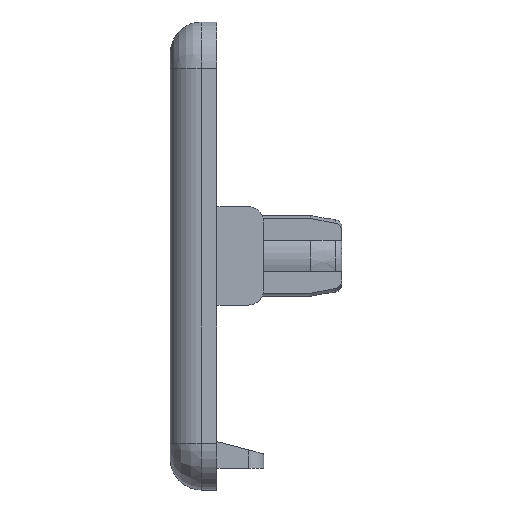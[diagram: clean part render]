
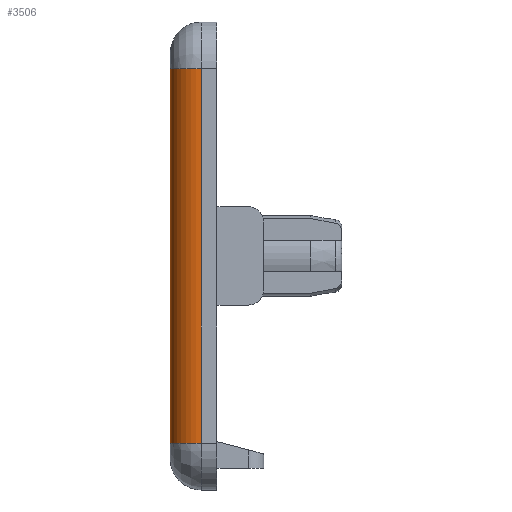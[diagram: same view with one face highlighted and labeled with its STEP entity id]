
A CAD part, left-side view. The second image highlights one B-rep face of the part: STEP entity #3506.
In plain terms, the highlighted cylindrical face has radius 2 mm (diameter 4 mm), a partial arc.
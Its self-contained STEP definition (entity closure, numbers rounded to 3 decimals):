
#2858 = PLANE('',#2859);
#2859 = AXIS2_PLACEMENT_3D('',#2860,#2861,#2862);
#2860 = CARTESIAN_POINT('',(-15.,-3.,-12.));
#2861 = DIRECTION('',(-1.,0.,0.));
#2862 = DIRECTION('',(0.,0.,1.));
#2948 = VERTEX_POINT('',#2949);
#2949 = CARTESIAN_POINT('',(-15.,-2.,-12.));
#2987 = SURFACE_OF_REVOLUTION('',#2988,#3001);
#2988 = B_SPLINE_CURVE_WITH_KNOTS('',6,(#2989,#2990,#2991,#2992,#2993,
    #2994,#2995,#2996,#2997,#2998,#2999,#3000),.UNSPECIFIED.,.F.,.F.,(7,
    5,7),(0.,0.785,1.571),.UNSPECIFIED.);
#2989 = CARTESIAN_POINT('',(-12.,-2.,-9.));
#2990 = CARTESIAN_POINT('',(-12.,-1.738,-9.));
#2991 = CARTESIAN_POINT('',(-12.,-1.476,-9.041));
#2992 = CARTESIAN_POINT('',(-12.,-1.223,-9.123));
#2993 = CARTESIAN_POINT('',(-12.,-0.985,-9.245));
#2994 = CARTESIAN_POINT('',(-12.,-0.771,-9.401));
#2995 = CARTESIAN_POINT('',(-12.,-0.401,-9.771));
#2996 = CARTESIAN_POINT('',(-12.,-0.245,-9.985));
#2997 = CARTESIAN_POINT('',(-12.,-0.123,-10.223));
#2998 = CARTESIAN_POINT('',(-12.,-0.041,-10.476));
#2999 = CARTESIAN_POINT('',(-12.,0.,-10.738));
#3000 = CARTESIAN_POINT('',(-12.,0.,-11.));
#3001 = AXIS1_PLACEMENT('',#3002,#3003);
#3002 = CARTESIAN_POINT('',(-12.,-2.,-12.));
#3003 = DIRECTION('',(0.,1.,0.));
#3037 = VERTEX_POINT('',#3038);
#3038 = CARTESIAN_POINT('',(-15.,-2.,12.));
#3059 = EDGE_CURVE('',#2948,#3037,#3060,.T.);
#3060 = SURFACE_CURVE('',#3061,(#3065,#3072),.PCURVE_S1.);
#3061 = LINE('',#3062,#3063);
#3062 = CARTESIAN_POINT('',(-15.,-2.,-12.));
#3063 = VECTOR('',#3064,1.);
#3064 = DIRECTION('',(0.,0.,1.));
#3065 = PCURVE('',#2858,#3066);
#3066 = DEFINITIONAL_REPRESENTATION('',(#3067),#3071);
#3067 = LINE('',#3068,#3069);
#3068 = CARTESIAN_POINT('',(0.,1.));
#3069 = VECTOR('',#3070,1.);
#3070 = DIRECTION('',(1.,0.));
#3071 = ( GEOMETRIC_REPRESENTATION_CONTEXT(2) 
PARAMETRIC_REPRESENTATION_CONTEXT() REPRESENTATION_CONTEXT('2D SPACE',''
  ) );
#3072 = PCURVE('',#3073,#3078);
#3073 = CYLINDRICAL_SURFACE('',#3074,2.);
#3074 = AXIS2_PLACEMENT_3D('',#3075,#3076,#3077);
#3075 = CARTESIAN_POINT('',(-13.,-2.,-12.));
#3076 = DIRECTION('',(0.,0.,1.));
#3077 = DIRECTION('',(1.,0.,-0.));
#3078 = DEFINITIONAL_REPRESENTATION('',(#3079),#3083);
#3079 = LINE('',#3080,#3081);
#3080 = CARTESIAN_POINT('',(3.142,0.));
#3081 = VECTOR('',#3082,1.);
#3082 = DIRECTION('',(0.,1.));
#3083 = ( GEOMETRIC_REPRESENTATION_CONTEXT(2) 
PARAMETRIC_REPRESENTATION_CONTEXT() REPRESENTATION_CONTEXT('2D SPACE',''
  ) );
#3128 = SURFACE_OF_REVOLUTION('',#3129,#3142);
#3129 = B_SPLINE_CURVE_WITH_KNOTS('',6,(#3130,#3131,#3132,#3133,#3134,
    #3135,#3136,#3137,#3138,#3139,#3140,#3141),.UNSPECIFIED.,.F.,.F.,(7,
    5,7),(0.,0.785,1.571),.UNSPECIFIED.);
#3130 = CARTESIAN_POINT('',(-12.,-2.,15.));
#3131 = CARTESIAN_POINT('',(-12.,-1.738,15.));
#3132 = CARTESIAN_POINT('',(-12.,-1.476,14.959));
#3133 = CARTESIAN_POINT('',(-12.,-1.223,14.877));
#3134 = CARTESIAN_POINT('',(-12.,-0.985,14.755));
#3135 = CARTESIAN_POINT('',(-12.,-0.771,14.599));
#3136 = CARTESIAN_POINT('',(-12.,-0.401,14.229));
#3137 = CARTESIAN_POINT('',(-12.,-0.245,14.015));
#3138 = CARTESIAN_POINT('',(-12.,-0.123,13.777));
#3139 = CARTESIAN_POINT('',(-12.,-0.041,13.524));
#3140 = CARTESIAN_POINT('',(-12.,0.,13.262));
#3141 = CARTESIAN_POINT('',(-12.,0.,13.));
#3142 = AXIS1_PLACEMENT('',#3143,#3144);
#3143 = CARTESIAN_POINT('',(-12.,-2.,12.));
#3144 = DIRECTION('',(0.,1.,0.));
#3312 = VERTEX_POINT('',#3313);
#3313 = CARTESIAN_POINT('',(-13.,0.,12.));
#3323 = PLANE('',#3324);
#3324 = AXIS2_PLACEMENT_3D('',#3325,#3326,#3327);
#3325 = CARTESIAN_POINT('',(-12.,0.,-12.));
#3326 = DIRECTION('',(0.,1.,0.));
#3327 = DIRECTION('',(0.,-0.,1.));
#3414 = VERTEX_POINT('',#3415);
#3415 = CARTESIAN_POINT('',(-13.,0.,-12.));
#3437 = EDGE_CURVE('',#3414,#3312,#3438,.T.);
#3438 = SURFACE_CURVE('',#3439,(#3443,#3450),.PCURVE_S1.);
#3439 = LINE('',#3440,#3441);
#3440 = CARTESIAN_POINT('',(-13.,0.,-12.));
#3441 = VECTOR('',#3442,1.);
#3442 = DIRECTION('',(0.,0.,1.));
#3443 = PCURVE('',#3323,#3444);
#3444 = DEFINITIONAL_REPRESENTATION('',(#3445),#3449);
#3445 = LINE('',#3446,#3447);
#3446 = CARTESIAN_POINT('',(0.,-1.));
#3447 = VECTOR('',#3448,1.);
#3448 = DIRECTION('',(1.,0.));
#3449 = ( GEOMETRIC_REPRESENTATION_CONTEXT(2) 
PARAMETRIC_REPRESENTATION_CONTEXT() REPRESENTATION_CONTEXT('2D SPACE',''
  ) );
#3450 = PCURVE('',#3073,#3451);
#3451 = DEFINITIONAL_REPRESENTATION('',(#3452),#3456);
#3452 = LINE('',#3453,#3454);
#3453 = CARTESIAN_POINT('',(1.571,0.));
#3454 = VECTOR('',#3455,1.);
#3455 = DIRECTION('',(0.,1.));
#3456 = ( GEOMETRIC_REPRESENTATION_CONTEXT(2) 
PARAMETRIC_REPRESENTATION_CONTEXT() REPRESENTATION_CONTEXT('2D SPACE',''
  ) );
#3484 = EDGE_CURVE('',#3414,#2948,#3485,.T.);
#3485 = SURFACE_CURVE('',#3486,(#3491,#3498),.PCURVE_S1.);
#3486 = CIRCLE('',#3487,2.);
#3487 = AXIS2_PLACEMENT_3D('',#3488,#3489,#3490);
#3488 = CARTESIAN_POINT('',(-13.,-2.,-12.));
#3489 = DIRECTION('',(0.,0.,1.));
#3490 = DIRECTION('',(1.,0.,-0.));
#3491 = PCURVE('',#2987,#3492);
#3492 = DEFINITIONAL_REPRESENTATION('',(#3493),#3497);
#3493 = LINE('',#3494,#3495);
#3494 = CARTESIAN_POINT('',(4.712,3.142));
#3495 = VECTOR('',#3496,1.);
#3496 = DIRECTION('',(0.,-1.));
#3497 = ( GEOMETRIC_REPRESENTATION_CONTEXT(2) 
PARAMETRIC_REPRESENTATION_CONTEXT() REPRESENTATION_CONTEXT('2D SPACE',''
  ) );
#3498 = PCURVE('',#3073,#3499);
#3499 = DEFINITIONAL_REPRESENTATION('',(#3500),#3504);
#3500 = LINE('',#3501,#3502);
#3501 = CARTESIAN_POINT('',(0.,0.));
#3502 = VECTOR('',#3503,1.);
#3503 = DIRECTION('',(1.,0.));
#3504 = ( GEOMETRIC_REPRESENTATION_CONTEXT(2) 
PARAMETRIC_REPRESENTATION_CONTEXT() REPRESENTATION_CONTEXT('2D SPACE',''
  ) );
#3506 = ADVANCED_FACE('',(#3507),#3073,.T.);
#3507 = FACE_BOUND('',#3508,.T.);
#3508 = EDGE_LOOP('',(#3509,#3510,#3511,#3533));
#3509 = ORIENTED_EDGE('',*,*,#3484,.T.);
#3510 = ORIENTED_EDGE('',*,*,#3059,.T.);
#3511 = ORIENTED_EDGE('',*,*,#3512,.F.);
#3512 = EDGE_CURVE('',#3312,#3037,#3513,.T.);
#3513 = SURFACE_CURVE('',#3514,(#3519,#3526),.PCURVE_S1.);
#3514 = CIRCLE('',#3515,2.);
#3515 = AXIS2_PLACEMENT_3D('',#3516,#3517,#3518);
#3516 = CARTESIAN_POINT('',(-13.,-2.,12.));
#3517 = DIRECTION('',(0.,0.,1.));
#3518 = DIRECTION('',(1.,0.,0.));
#3519 = PCURVE('',#3073,#3520);
#3520 = DEFINITIONAL_REPRESENTATION('',(#3521),#3525);
#3521 = LINE('',#3522,#3523);
#3522 = CARTESIAN_POINT('',(0.,24.));
#3523 = VECTOR('',#3524,1.);
#3524 = DIRECTION('',(1.,0.));
#3525 = ( GEOMETRIC_REPRESENTATION_CONTEXT(2) 
PARAMETRIC_REPRESENTATION_CONTEXT() REPRESENTATION_CONTEXT('2D SPACE',''
  ) );
#3526 = PCURVE('',#3128,#3527);
#3527 = DEFINITIONAL_REPRESENTATION('',(#3528),#3532);
#3528 = LINE('',#3529,#3530);
#3529 = CARTESIAN_POINT('',(4.712,3.142));
#3530 = VECTOR('',#3531,1.);
#3531 = DIRECTION('',(0.,-1.));
#3532 = ( GEOMETRIC_REPRESENTATION_CONTEXT(2) 
PARAMETRIC_REPRESENTATION_CONTEXT() REPRESENTATION_CONTEXT('2D SPACE',''
  ) );
#3533 = ORIENTED_EDGE('',*,*,#3437,.F.);
